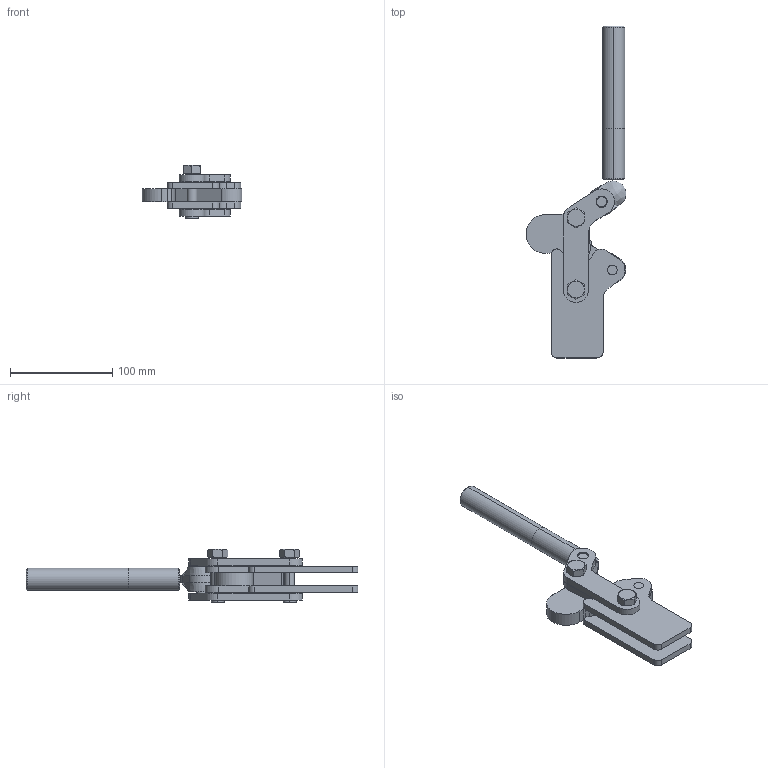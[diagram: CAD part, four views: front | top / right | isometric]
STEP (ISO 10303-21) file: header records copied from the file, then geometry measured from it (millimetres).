
FILE_DESCRIPTION (( 'STEP AP214' ), '1' );
FILE_NAME ('GH-701-D(Â²¤Æ)-1.STEP', '2020-03-03T05:53:45', ( 'LinWei' ), ( '' ), 'SwSTEP 2.0', 'SolidWorks 2016', '' );
FILE_SCHEMA (( 'AUTOMOTIVE_DESIGN' ));
Length unit declared in the file: millimetre
Products named in the file (7): GH-701-D(簡化)-1; Group6^GH-701-D(簡化)-1; 3700208-1^GH-701-D(簡化)-1; Group2^GH-701-D(簡化)-1; 4702D152-1^GH-701-D(簡化)-1; 零件17^GH-701-D(簡化)-1; 3700226-1^GH-701-D(簡化)-1
Assembly tree (6 placements, depth 2):
  GH-701-D(簡化)-1
    Group6^GH-701-D(簡化)-1
    3700226-1^GH-701-D(簡化)-1
    3700208-1^GH-701-D(簡化)-1
    4702D152-1^GH-701-D(簡化)-1
    零件17^GH-701-D(簡化)-1
    Group2^GH-701-D(簡化)-1
Bounding box: 97.58 x 324.16 x 51.9 mm (x, y, z)
Volume: 208772.6 mm3; surface area: 85990.2 mm2
Topology: 6 solids, 6 shells, 197 faces, 498 edges, 330 vertices
Faces by surface type: cylinder 97, plane 78, cone 16, bspline 6
Entity records: 7493 total; most frequent: CARTESIAN_POINT 2135, DIRECTION 1056, ORIENTED_EDGE 992, EDGE_CURVE 496, AXIS2_PLACEMENT_3D 410, VERTEX_POINT 330, VECTOR 236, EDGE_LOOP 236
